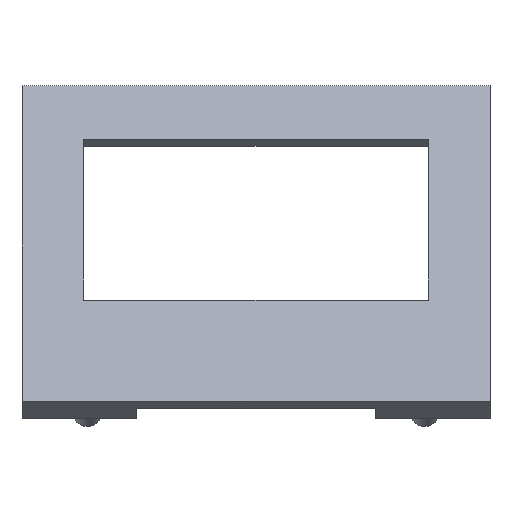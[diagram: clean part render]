
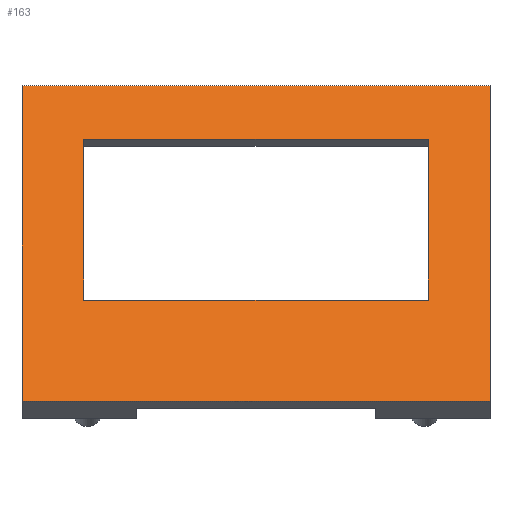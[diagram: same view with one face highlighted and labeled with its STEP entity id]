
A CAD part, front view. The second image highlights one B-rep face of the part: STEP entity #163.
In plain terms, the highlighted planar face has unit normal (0, -0.866, 0.5).
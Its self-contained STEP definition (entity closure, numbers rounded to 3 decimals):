
#32=CARTESIAN_POINT('',(92.63,28.649,17.652));
#33=VERTEX_POINT('',#32);
#42=CARTESIAN_POINT('',(58.63,28.649,17.652));
#43=VERTEX_POINT('',#42);
#44=CARTESIAN_POINT('',(58.63,28.649,17.652));
#45=DIRECTION('',(1.,0.,0.));
#46=VECTOR('',#45,34.);
#47=LINE('',#44,#46);
#48=EDGE_CURVE('',#43,#33,#47,.T.);
#99=CARTESIAN_POINT('',(76.313,89.774,123.524));
#100=DIRECTION('',(0.,0.866,-0.5));
#101=DIRECTION('',(0.,-0.5,-0.866));
#102=AXIS2_PLACEMENT_3D('',#99,#100,#101);
#103=PLANE('',#102);
#104=CARTESIAN_POINT('',(63.13,32.899,25.013));
#105=VERTEX_POINT('',#104);
#106=CARTESIAN_POINT('',(63.13,39.649,36.704));
#107=VERTEX_POINT('',#106);
#108=CARTESIAN_POINT('',(63.13,32.899,25.013));
#109=DIRECTION('',(-0.,0.5,0.866));
#110=VECTOR('',#109,13.5);
#111=LINE('',#108,#110);
#112=EDGE_CURVE('',#105,#107,#111,.T.);
#113=ORIENTED_EDGE('',*,*,#112,.T.);
#114=CARTESIAN_POINT('',(88.13,39.649,36.704));
#115=VERTEX_POINT('',#114);
#116=CARTESIAN_POINT('',(88.13,39.649,36.704));
#117=DIRECTION('',(-1.,-0.,-0.));
#118=VECTOR('',#117,25.);
#119=LINE('',#116,#118);
#120=EDGE_CURVE('',#115,#107,#119,.T.);
#121=ORIENTED_EDGE('',*,*,#120,.F.);
#122=CARTESIAN_POINT('',(88.13,32.899,25.013));
#123=VERTEX_POINT('',#122);
#124=CARTESIAN_POINT('',(88.13,32.899,25.013));
#125=DIRECTION('',(-0.,0.5,0.866));
#126=VECTOR('',#125,13.5);
#127=LINE('',#124,#126);
#128=EDGE_CURVE('',#123,#115,#127,.T.);
#129=ORIENTED_EDGE('',*,*,#128,.F.);
#130=CARTESIAN_POINT('',(88.13,32.899,25.013));
#131=DIRECTION('',(-1.,-0.,-0.));
#132=VECTOR('',#131,25.);
#133=LINE('',#130,#132);
#134=EDGE_CURVE('',#123,#105,#133,.T.);
#135=ORIENTED_EDGE('',*,*,#134,.T.);
#136=EDGE_LOOP('',(#113,#121,#129,#135));
#137=FACE_BOUND('',#136,.T.);
#138=ORIENTED_EDGE('',*,*,#48,.T.);
#139=CARTESIAN_POINT('',(92.63,41.899,40.602));
#140=VERTEX_POINT('',#139);
#141=CARTESIAN_POINT('',(92.63,28.649,17.652));
#142=DIRECTION('',(-0.,0.5,0.866));
#143=VECTOR('',#142,26.5);
#144=LINE('',#141,#143);
#145=EDGE_CURVE('',#33,#140,#144,.T.);
#146=ORIENTED_EDGE('',*,*,#145,.T.);
#147=CARTESIAN_POINT('',(58.63,41.899,40.602));
#148=VERTEX_POINT('',#147);
#149=CARTESIAN_POINT('',(58.63,41.899,40.602));
#150=DIRECTION('',(1.,0.,0.));
#151=VECTOR('',#150,34.);
#152=LINE('',#149,#151);
#153=EDGE_CURVE('',#148,#140,#152,.T.);
#154=ORIENTED_EDGE('',*,*,#153,.F.);
#155=CARTESIAN_POINT('',(58.63,41.899,40.602));
#156=DIRECTION('',(0.,-0.5,-0.866));
#157=VECTOR('',#156,26.5);
#158=LINE('',#155,#157);
#159=EDGE_CURVE('',#148,#43,#158,.T.);
#160=ORIENTED_EDGE('',*,*,#159,.T.);
#161=EDGE_LOOP('',(#138,#146,#154,#160));
#162=FACE_BOUND('',#161,.T.);
#163=ADVANCED_FACE('',(#137,#162),#103,.F.);
